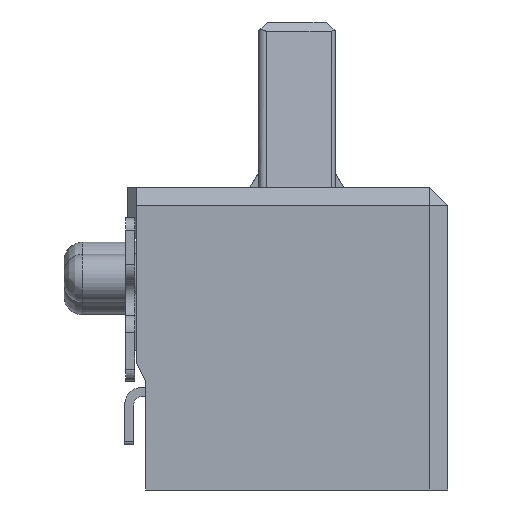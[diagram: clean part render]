
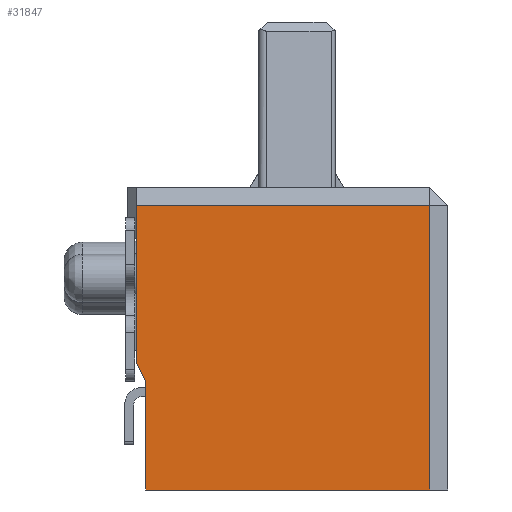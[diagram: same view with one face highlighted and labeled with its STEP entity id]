
A CAD part, left-side view. The second image highlights one B-rep face of the part: STEP entity #31847.
In plain terms, the highlighted planar face has unit normal (-1, 0, 0).
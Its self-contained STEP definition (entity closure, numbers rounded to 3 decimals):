
#1362=PLANE('',#34261);
#2909=FACE_OUTER_BOUND('',#4560,.T.);
#4560=EDGE_LOOP('',(#29102,#29103,#29104,#29105,#29106,#29107));
#5180=LINE('',#44063,#8937);
#5300=LINE('',#44661,#9057);
#8172=LINE('',#52107,#11929);
#8173=LINE('',#52109,#11930);
#8174=LINE('',#52111,#11931);
#8175=LINE('',#52112,#11932);
#8937=VECTOR('',#35146,1.8);
#9057=VECTOR('',#35306,4.7);
#11929=VECTOR('',#42316,0.335);
#11930=VECTOR('',#42317,4.7);
#11931=VECTOR('',#42318,4.85);
#11932=VECTOR('',#42319,2.6);
#13389=VERTEX_POINT('',#44060);
#13390=VERTEX_POINT('',#44062);
#13532=VERTEX_POINT('',#44659);
#15769=VERTEX_POINT('',#52106);
#15770=VERTEX_POINT('',#52108);
#15771=VERTEX_POINT('',#52110);
#16494=EDGE_CURVE('',#13389,#13390,#5180,.T.);
#16648=EDGE_CURVE('',#13532,#13389,#5300,.T.);
#20266=EDGE_CURVE('',#13390,#15769,#8172,.T.);
#20267=EDGE_CURVE('',#13532,#15770,#8173,.T.);
#20268=EDGE_CURVE('',#15771,#15770,#8174,.T.);
#20269=EDGE_CURVE('',#15769,#15771,#8175,.T.);
#29102=ORIENTED_EDGE('',*,*,#20266,.F.);
#29103=ORIENTED_EDGE('',*,*,#16494,.F.);
#29104=ORIENTED_EDGE('',*,*,#16648,.F.);
#29105=ORIENTED_EDGE('',*,*,#20267,.T.);
#29106=ORIENTED_EDGE('',*,*,#20268,.F.);
#29107=ORIENTED_EDGE('',*,*,#20269,.F.);
#31847=ADVANCED_FACE('',(#2909),#1362,.F.);
#34261=AXIS2_PLACEMENT_3D('',#52105,#42314,#42315);
#35146=DIRECTION('',(0.,0.,1.));
#35306=DIRECTION('',(0.,1.,0.));
#42314=DIRECTION('center_axis',(1.,0.,0.));
#42315=DIRECTION('ref_axis',(0.,0.,-1.));
#42316=DIRECTION('',(0.,0.447,0.894));
#42317=DIRECTION('',(0.,0.,1.));
#42318=DIRECTION('',(0.,-1.,0.));
#42319=DIRECTION('',(0.,0.,1.));
#44060=CARTESIAN_POINT('',(9.35,2.5,-5.));
#44062=CARTESIAN_POINT('',(9.35,2.5,-3.2));
#44063=CARTESIAN_POINT('',(9.35,2.5,-5.));
#44659=CARTESIAN_POINT('',(9.35,-2.2,-5.));
#44661=CARTESIAN_POINT('',(9.35,-2.2,-5.));
#52105=CARTESIAN_POINT('Origin',(9.35,2.5,-5.));
#52106=CARTESIAN_POINT('',(9.35,2.65,-2.9));
#52107=CARTESIAN_POINT('',(9.35,2.5,-3.2));
#52108=CARTESIAN_POINT('',(9.35,-2.2,-0.3));
#52109=CARTESIAN_POINT('',(9.35,-2.2,-5.));
#52110=CARTESIAN_POINT('',(9.35,2.65,-0.3));
#52111=CARTESIAN_POINT('',(9.35,2.65,-0.3));
#52112=CARTESIAN_POINT('',(9.35,2.65,-2.9));
